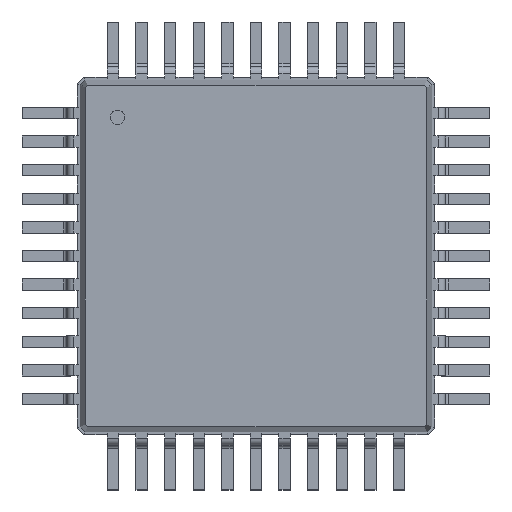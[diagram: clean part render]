
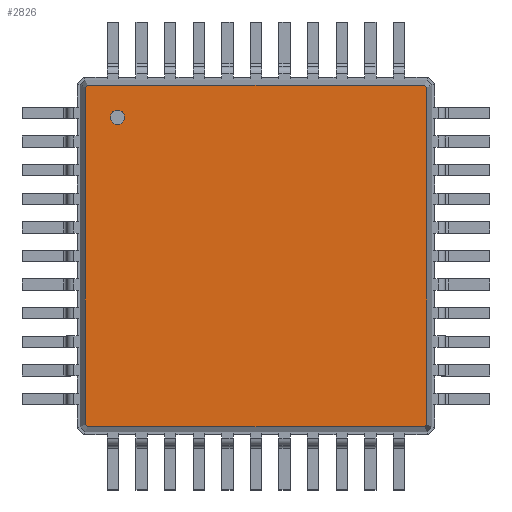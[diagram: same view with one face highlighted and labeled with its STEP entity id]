
A CAD part, top view. The second image highlights one B-rep face of the part: STEP entity #2826.
In plain terms, the highlighted planar face has unit normal (0, 0, 1).
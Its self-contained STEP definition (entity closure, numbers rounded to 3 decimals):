
#13=DIRECTION('',(0.,0.,1.));
#65=VECTOR('',#66,1.);
#66=DIRECTION('',(1.,0.,0.));
#343=DIRECTION('',(0.,-1.,0.));
#442=VECTOR('',#443,1.);
#443=DIRECTION('',(0.707,-0.707,0.));
#449=VECTOR('',#343,1.);
#455=VECTOR('',#456,1.);
#456=DIRECTION('',(-0.707,-0.707,0.));
#462=VECTOR('',#463,1.);
#463=DIRECTION('',(-1.,0.,0.));
#469=VECTOR('',#470,1.);
#470=DIRECTION('',(-0.707,0.707,0.));
#476=VECTOR('',#477,1.);
#477=DIRECTION('',(0.,1.,0.));
#481=VECTOR('',#482,1.);
#482=DIRECTION('',(0.707,0.707,0.));
#1020=VERTEX_POINT('',#1021);
#1021=CARTESIAN_POINT('',(4.713,4.776,1.6));
#1023=ORIENTED_EDGE('',*,*,#1024,.F.);
#1024=EDGE_CURVE('',#1025,#1020,#1027,.T.);
#1025=VERTEX_POINT('',#1026);
#1026=CARTESIAN_POINT('',(-4.713,4.776,1.6));
#1027=LINE('',#1026,#65);
#2817=ORIENTED_EDGE('',*,*,#2818,.F.);
#2818=EDGE_CURVE('',#2819,#1025,#2821,.T.);
#2819=VERTEX_POINT('',#2820);
#2820=CARTESIAN_POINT('',(-4.776,4.713,1.6));
#2821=LINE('',#2820,#481);
#2826=ADVANCED_FACE('',(#2827,#2857),#2866,.T.);
#2827=FACE_BOUND('',#2828,.T.);
#2828=EDGE_LOOP('',(#1023,#2817,#2829,#2834,#2839,#2844,#2849,#2854));
#2829=ORIENTED_EDGE('',*,*,#2830,.F.);
#2830=EDGE_CURVE('',#2831,#2819,#2833,.T.);
#2831=VERTEX_POINT('',#2832);
#2832=CARTESIAN_POINT('',(-4.776,-4.713,1.6));
#2833=LINE('',#2832,#476);
#2834=ORIENTED_EDGE('',*,*,#2835,.F.);
#2835=EDGE_CURVE('',#2836,#2831,#2838,.T.);
#2836=VERTEX_POINT('',#2837);
#2837=CARTESIAN_POINT('',(-4.713,-4.776,1.6));
#2838=LINE('',#2837,#469);
#2839=ORIENTED_EDGE('',*,*,#2840,.F.);
#2840=EDGE_CURVE('',#2841,#2836,#2843,.T.);
#2841=VERTEX_POINT('',#2842);
#2842=CARTESIAN_POINT('',(4.713,-4.776,1.6));
#2843=LINE('',#2842,#462);
#2844=ORIENTED_EDGE('',*,*,#2845,.F.);
#2845=EDGE_CURVE('',#2846,#2841,#2848,.T.);
#2846=VERTEX_POINT('',#2847);
#2847=CARTESIAN_POINT('',(4.776,-4.713,1.6));
#2848=LINE('',#2847,#455);
#2849=ORIENTED_EDGE('',*,*,#2850,.F.);
#2850=EDGE_CURVE('',#2851,#2846,#2853,.T.);
#2851=VERTEX_POINT('',#2852);
#2852=CARTESIAN_POINT('',(4.776,4.713,1.6));
#2853=LINE('',#2852,#449);
#2854=ORIENTED_EDGE('',*,*,#2855,.F.);
#2855=EDGE_CURVE('',#1020,#2851,#2856,.T.);
#2856=LINE('',#1021,#442);
#2857=FACE_BOUND('',#2858,.T.);
#2858=EDGE_LOOP('',(#2859));
#2859=ORIENTED_EDGE('',*,*,#2860,.F.);
#2860=EDGE_CURVE('',#2861,#2861,#2863,.T.);
#2861=VERTEX_POINT('',#2862);
#2862=CARTESIAN_POINT('',(-3.876,3.676,1.6));
#2863=CIRCLE('',#2864,0.2);
#2864=AXIS2_PLACEMENT_3D('',#2865,#13,#343);
#2865=CARTESIAN_POINT('',(-3.876,3.876,1.6));
#2866=PLANE('',#2867);
#2867=AXIS2_PLACEMENT_3D('',#1026,#13,#2868);
#2868=DIRECTION('',(0.702,-0.712,0.));
